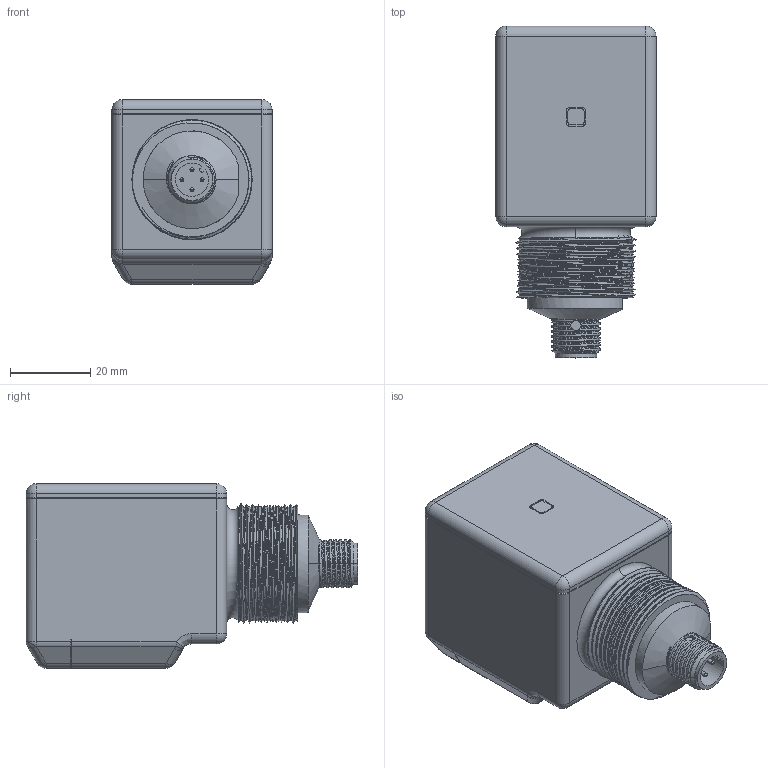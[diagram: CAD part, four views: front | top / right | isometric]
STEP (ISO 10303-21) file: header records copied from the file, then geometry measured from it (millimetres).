
FILE_DESCRIPTION((''),'2;1');
FILE_NAME('156729_SM01_ASM','2022-11-07T14:32:13',('PDMAdmin'),('BANNER ENGINEERING'),'CREO PARAMETRIC BY PTC INC, 2019292','CREO PARAMETRIC BY PTC INC, 2019292','');
FILE_SCHEMA(('CONFIG_CONTROL_DESIGN'));
Length unit declared in the file: millimetre
Products named in the file (2): 156729_EP01; 156729_SM01_ASM
Assembly tree (1 placements, depth 2):
  156729_SM01_ASM
    156729_EP01
Bounding box: 39.98 x 82.79 x 46.08 mm (x, y, z)
Volume: 101216.9 mm3; surface area: 15669.2 mm2
Topology: 1 solids, 1 shells, 248 faces, 623 edges, 389 vertices
Faces by surface type: cylinder 88, plane 85, bspline 55, sphere 14, cone 4, torus 2
Entity records: 28587 total; most frequent: CARTESIAN_POINT 22898, ORIENTED_EDGE 1242, DIRECTION 1062, EDGE_CURVE 621, VERTEX_POINT 389, AXIS2_PLACEMENT_3D 377, VECTOR 308, LINE 308
